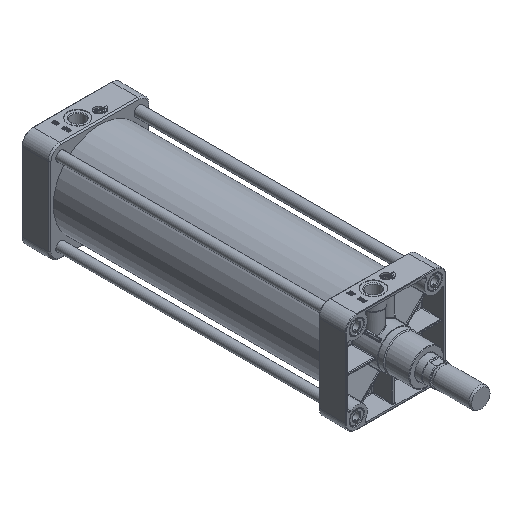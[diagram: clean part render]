
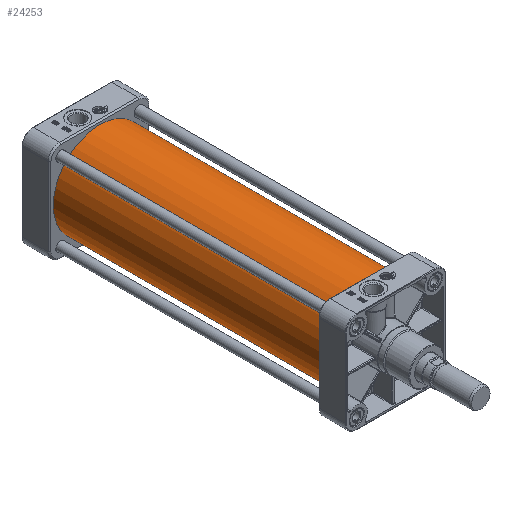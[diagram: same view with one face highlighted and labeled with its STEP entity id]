
A CAD part, isometric view. The second image highlights one B-rep face of the part: STEP entity #24253.
In plain terms, the highlighted cylindrical face has radius 83.5 mm (diameter 167 mm), a full revolution.
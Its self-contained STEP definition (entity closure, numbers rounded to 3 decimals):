
#24202=CARTESIAN_POINT('',(-32.,-240.0,77.125));
#24203=VERTEX_POINT('',#24202);
#24204=CARTESIAN_POINT('',(0.0,-240.0,0.0));
#24205=DIRECTION('',(0.0,1.0,0.0));
#24206=DIRECTION('',(1.0,0.0,0.0));
#24207=AXIS2_PLACEMENT_3D('',#24204,#24205,#24206);
#24208=CIRCLE('',#24207,83.5);
#24209=EDGE_CURVE('',#24203,#24203,#24208,.T.);
#24234=CARTESIAN_POINT('',(0.0,0.0,0.0));
#24235=DIRECTION('',(0.0,1.0,0.0));
#24236=DIRECTION('',(1.0,0.0,0.0));
#24237=AXIS2_PLACEMENT_3D('',#24234,#24235,#24236);
#24238=CYLINDRICAL_SURFACE('',#24237,83.5);
#24239=CARTESIAN_POINT('',(-32.,240.0,77.125));
#24240=VERTEX_POINT('',#24239);
#24241=CARTESIAN_POINT('',(0.0,240.0,0.0));
#24242=DIRECTION('',(0.0,-1.0,0.0));
#24243=DIRECTION('',(1.0,0.0,0.0));
#24244=AXIS2_PLACEMENT_3D('',#24241,#24242,#24243);
#24245=CIRCLE('',#24244,83.5);
#24246=EDGE_CURVE('',#24240,#24240,#24245,.T.);
#24247=ORIENTED_EDGE('',*,*,#24246,.T.);
#24248=EDGE_LOOP('',(#24247));
#24249=FACE_OUTER_BOUND('',#24248,.T.);
#24250=ORIENTED_EDGE('',*,*,#24209,.T.);
#24251=EDGE_LOOP('',(#24250));
#24252=FACE_BOUND('',#24251,.T.);
#24253=ADVANCED_FACE('',(#24249,#24252),#24238,.T.);
